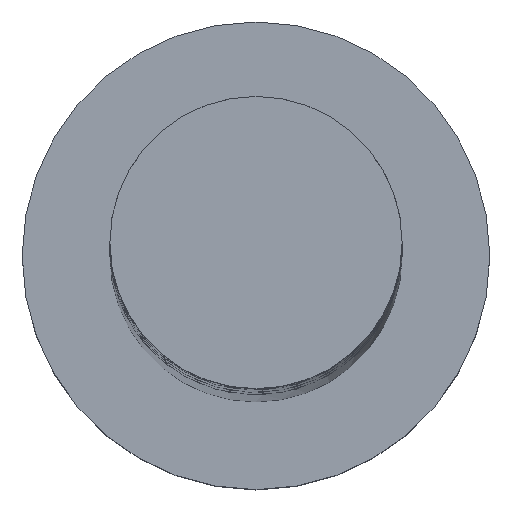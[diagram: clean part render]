
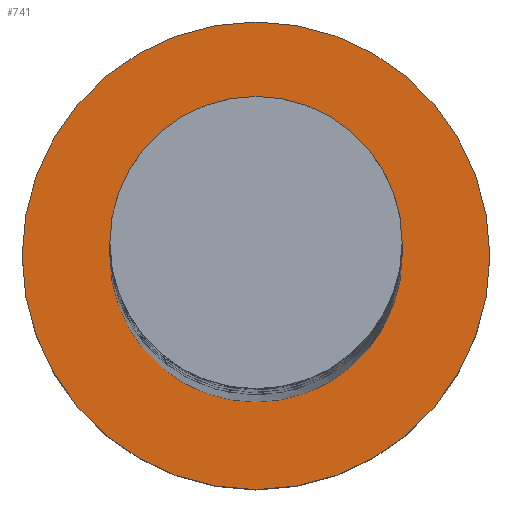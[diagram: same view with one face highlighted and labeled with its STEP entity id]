
A CAD part, top view. The second image highlights one B-rep face of the part: STEP entity #741.
In plain terms, the highlighted planar face has unit normal (0, 0, 1).
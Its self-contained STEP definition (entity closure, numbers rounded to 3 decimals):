
#9 = ORIENTED_EDGE ( 'NONE', *, *, #1553, .T. ) ;
#18 = CIRCLE ( 'NONE', #808, 6. ) ;
#142 = CARTESIAN_POINT ( 'NONE',  ( 0., 0., 5. ) ) ;
#152 = CARTESIAN_POINT ( 'NONE',  ( 3.75, 0., 5. ) ) ;
#276 = DIRECTION ( 'NONE',  ( 0., 0., 1. ) ) ;
#300 = DIRECTION ( 'NONE',  ( 1., 0., 0. ) ) ;
#402 = FACE_OUTER_BOUND ( 'NONE', #765, .T. ) ;
#408 = CARTESIAN_POINT ( 'NONE',  ( 0., 0., 5. ) ) ;
#420 = CARTESIAN_POINT ( 'NONE',  ( 0., 0., 5. ) ) ;
#462 = ORIENTED_EDGE ( 'NONE', *, *, #489, .F. ) ;
#489 = EDGE_CURVE ( 'NONE', #1362, #1385, #1378, .T. ) ;
#529 = DIRECTION ( 'NONE',  ( 1., 0., 0. ) ) ;
#575 = EDGE_CURVE ( 'NONE', #1385, #1362, #640, .T. ) ;
#576 = CARTESIAN_POINT ( 'NONE',  ( -6., 0., 5. ) ) ;
#588 = CARTESIAN_POINT ( 'NONE',  ( 0., 0., 5. ) ) ;
#640 = CIRCLE ( 'NONE', #1629, 3.75 ) ;
#741 = ADVANCED_FACE ( 'NONE', ( #1104, #402 ), #1644, .T. ) ;
#749 = ORIENTED_EDGE ( 'NONE', *, *, #1106, .T. ) ;
#765 = EDGE_LOOP ( 'NONE', ( #9, #749 ) ) ;
#808 = AXIS2_PLACEMENT_3D ( 'NONE', #1631, #1529, #300 ) ;
#948 = DIRECTION ( 'NONE',  ( 0., 0., 1. ) ) ;
#970 = VERTEX_POINT ( 'NONE', #1408 ) ;
#1104 = FACE_BOUND ( 'NONE', #1620, .T. ) ;
#1106 = EDGE_CURVE ( 'NONE', #970, #1373, #1491, .T. ) ;
#1127 = DIRECTION ( 'NONE',  ( 1., 0., 0. ) ) ;
#1177 = AXIS2_PLACEMENT_3D ( 'NONE', #408, #1747, #529 ) ;
#1220 = DIRECTION ( 'NONE',  ( 1., 0., 0. ) ) ;
#1342 = CARTESIAN_POINT ( 'NONE',  ( -3.75, 0., 5. ) ) ;
#1362 = VERTEX_POINT ( 'NONE', #1342 ) ;
#1373 = VERTEX_POINT ( 'NONE', #576 ) ;
#1378 = CIRCLE ( 'NONE', #1177, 3.75 ) ;
#1385 = VERTEX_POINT ( 'NONE', #152 ) ;
#1408 = CARTESIAN_POINT ( 'NONE',  ( 6., 0., 5. ) ) ;
#1435 = AXIS2_PLACEMENT_3D ( 'NONE', #588, #1686, #1127 ) ;
#1485 = DIRECTION ( 'NONE',  ( 1., 0., 0. ) ) ;
#1491 = CIRCLE ( 'NONE', #1435, 6. ) ;
#1520 = AXIS2_PLACEMENT_3D ( 'NONE', #420, #948, #1485 ) ;
#1529 = DIRECTION ( 'NONE',  ( 0., 0., 1. ) ) ;
#1553 = EDGE_CURVE ( 'NONE', #1373, #970, #18, .T. ) ;
#1620 = EDGE_LOOP ( 'NONE', ( #462, #1667 ) ) ;
#1629 = AXIS2_PLACEMENT_3D ( 'NONE', #142, #276, #1220 ) ;
#1631 = CARTESIAN_POINT ( 'NONE',  ( 0., 0., 5. ) ) ;
#1644 = PLANE ( 'NONE',  #1520 ) ;
#1667 = ORIENTED_EDGE ( 'NONE', *, *, #575, .F. ) ;
#1686 = DIRECTION ( 'NONE',  ( 0., 0., 1. ) ) ;
#1747 = DIRECTION ( 'NONE',  ( 0., 0., 1. ) ) ;
